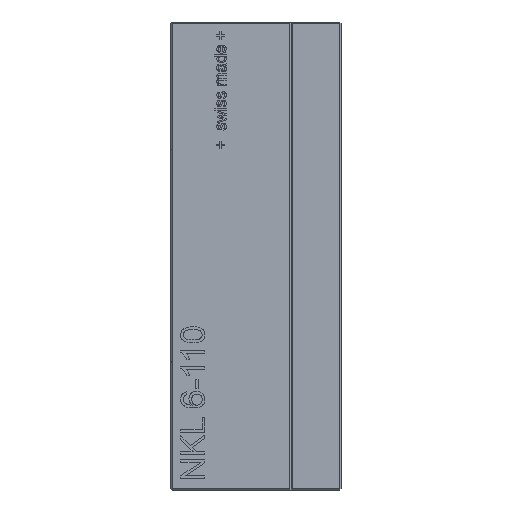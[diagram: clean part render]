
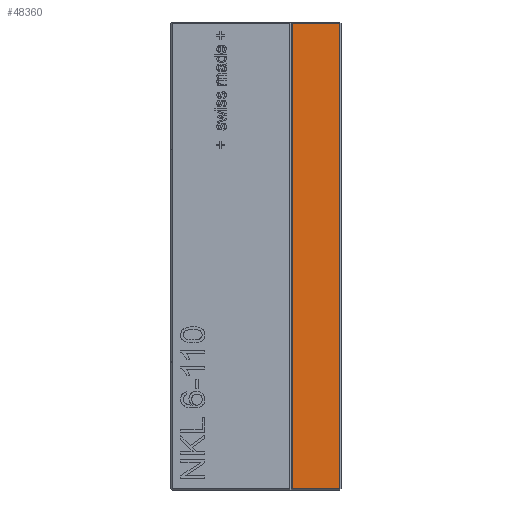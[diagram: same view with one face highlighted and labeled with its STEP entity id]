
A CAD part, left-side view. The second image highlights one B-rep face of the part: STEP entity #48360.
In plain terms, the highlighted planar face has unit normal (-1, 0, 0).
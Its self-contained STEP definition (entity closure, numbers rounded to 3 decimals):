
#47936 = EDGE_CURVE('',#47937,#47939,#47941,.T.);
#47937 = VERTEX_POINT('',#47938);
#47938 = CARTESIAN_POINT('',(-50.,11.5,0.3));
#47939 = VERTEX_POINT('',#47940);
#47940 = CARTESIAN_POINT('',(-50.,11.5,109.7));
#47941 = SURFACE_CURVE('',#47942,(#47946,#47958),.PCURVE_S1.);
#47942 = LINE('',#47943,#47944);
#47943 = CARTESIAN_POINT('',(-50.,11.5,0.));
#47944 = VECTOR('',#47945,1.);
#47945 = DIRECTION('',(0.,0.,1.));
#47946 = PCURVE('',#47947,#47952);
#47947 = PLANE('',#47948);
#47948 = AXIS2_PLACEMENT_3D('',#47949,#47950,#47951);
#47949 = CARTESIAN_POINT('',(-22.74,11.5,0.));
#47950 = DIRECTION('',(0.,-1.,0.));
#47951 = DIRECTION('',(-1.,0.,0.));
#47952 = DEFINITIONAL_REPRESENTATION('',(#47953),#47957);
#47953 = LINE('',#47954,#47955);
#47954 = CARTESIAN_POINT('',(27.26,0.));
#47955 = VECTOR('',#47956,1.);
#47956 = DIRECTION('',(0.,-1.));
#47957 = ( GEOMETRIC_REPRESENTATION_CONTEXT(2) 
PARAMETRIC_REPRESENTATION_CONTEXT() REPRESENTATION_CONTEXT('2D SPACE',''
  ) );
#47958 = PCURVE('',#47959,#47964);
#47959 = PLANE('',#47960);
#47960 = AXIS2_PLACEMENT_3D('',#47961,#47962,#47963);
#47961 = CARTESIAN_POINT('',(-50.,0.,0.));
#47962 = DIRECTION('',(-1.,0.,0.));
#47963 = DIRECTION('',(0.,1.,0.));
#47964 = DEFINITIONAL_REPRESENTATION('',(#47965),#47969);
#47965 = LINE('',#47966,#47967);
#47966 = CARTESIAN_POINT('',(11.5,0.));
#47967 = VECTOR('',#47968,1.);
#47968 = DIRECTION('',(0.,-1.));
#47969 = ( GEOMETRIC_REPRESENTATION_CONTEXT(2) 
PARAMETRIC_REPRESENTATION_CONTEXT() REPRESENTATION_CONTEXT('2D SPACE',''
  ) );
#47987 = PLANE('',#47988);
#47988 = AXIS2_PLACEMENT_3D('',#47989,#47990,#47991);
#47989 = CARTESIAN_POINT('',(-49.85,0.,0.15));
#47990 = DIRECTION('',(0.707,0.,
    0.707));
#47991 = DIRECTION('',(0.,-1.,0.));
#48349 = PLANE('',#48350);
#48350 = AXIS2_PLACEMENT_3D('',#48351,#48352,#48353);
#48351 = CARTESIAN_POINT('',(-49.85,0.,109.85));
#48352 = DIRECTION('',(-0.707,0.,0.707));
#48353 = DIRECTION('',(0.,-1.,0.));
#48360 = ADVANCED_FACE('',(#48361),#47959,.T.);
#48361 = FACE_BOUND('',#48362,.T.);
#48362 = EDGE_LOOP('',(#48363,#48364,#48387,#48415));
#48363 = ORIENTED_EDGE('',*,*,#47936,.F.);
#48364 = ORIENTED_EDGE('',*,*,#48365,.F.);
#48365 = EDGE_CURVE('',#48366,#47937,#48368,.T.);
#48366 = VERTEX_POINT('',#48367);
#48367 = CARTESIAN_POINT('',(-50.,0.3,0.3));
#48368 = SURFACE_CURVE('',#48369,(#48373,#48380),.PCURVE_S1.);
#48369 = LINE('',#48370,#48371);
#48370 = CARTESIAN_POINT('',(-50.,0.,0.3));
#48371 = VECTOR('',#48372,1.);
#48372 = DIRECTION('',(0.,1.,0.));
#48373 = PCURVE('',#47959,#48374);
#48374 = DEFINITIONAL_REPRESENTATION('',(#48375),#48379);
#48375 = LINE('',#48376,#48377);
#48376 = CARTESIAN_POINT('',(0.,-0.3));
#48377 = VECTOR('',#48378,1.);
#48378 = DIRECTION('',(1.,0.));
#48379 = ( GEOMETRIC_REPRESENTATION_CONTEXT(2) 
PARAMETRIC_REPRESENTATION_CONTEXT() REPRESENTATION_CONTEXT('2D SPACE',''
  ) );
#48380 = PCURVE('',#47987,#48381);
#48381 = DEFINITIONAL_REPRESENTATION('',(#48382),#48386);
#48382 = LINE('',#48383,#48384);
#48383 = CARTESIAN_POINT('',(0.,-0.212));
#48384 = VECTOR('',#48385,1.);
#48385 = DIRECTION('',(-1.,0.));
#48386 = ( GEOMETRIC_REPRESENTATION_CONTEXT(2) 
PARAMETRIC_REPRESENTATION_CONTEXT() REPRESENTATION_CONTEXT('2D SPACE',''
  ) );
#48387 = ORIENTED_EDGE('',*,*,#48388,.T.);
#48388 = EDGE_CURVE('',#48366,#48389,#48391,.T.);
#48389 = VERTEX_POINT('',#48390);
#48390 = CARTESIAN_POINT('',(-50.,0.3,109.7));
#48391 = SURFACE_CURVE('',#48392,(#48396,#48403),.PCURVE_S1.);
#48392 = LINE('',#48393,#48394);
#48393 = CARTESIAN_POINT('',(-50.,0.3,0.));
#48394 = VECTOR('',#48395,1.);
#48395 = DIRECTION('',(0.,0.,1.));
#48396 = PCURVE('',#47959,#48397);
#48397 = DEFINITIONAL_REPRESENTATION('',(#48398),#48402);
#48398 = LINE('',#48399,#48400);
#48399 = CARTESIAN_POINT('',(0.3,0.));
#48400 = VECTOR('',#48401,1.);
#48401 = DIRECTION('',(0.,-1.));
#48402 = ( GEOMETRIC_REPRESENTATION_CONTEXT(2) 
PARAMETRIC_REPRESENTATION_CONTEXT() REPRESENTATION_CONTEXT('2D SPACE',''
  ) );
#48403 = PCURVE('',#48404,#48409);
#48404 = PLANE('',#48405);
#48405 = AXIS2_PLACEMENT_3D('',#48406,#48407,#48408);
#48406 = CARTESIAN_POINT('',(-49.85,0.15,0.));
#48407 = DIRECTION('',(0.707,0.707,
    0.));
#48408 = DIRECTION('',(0.,0.,1.));
#48409 = DEFINITIONAL_REPRESENTATION('',(#48410),#48414);
#48410 = LINE('',#48411,#48412);
#48411 = CARTESIAN_POINT('',(0.,-0.212));
#48412 = VECTOR('',#48413,1.);
#48413 = DIRECTION('',(1.,0.));
#48414 = ( GEOMETRIC_REPRESENTATION_CONTEXT(2) 
PARAMETRIC_REPRESENTATION_CONTEXT() REPRESENTATION_CONTEXT('2D SPACE',''
  ) );
#48415 = ORIENTED_EDGE('',*,*,#48416,.T.);
#48416 = EDGE_CURVE('',#48389,#47939,#48417,.T.);
#48417 = SURFACE_CURVE('',#48418,(#48422,#48429),.PCURVE_S1.);
#48418 = LINE('',#48419,#48420);
#48419 = CARTESIAN_POINT('',(-50.,0.,109.7));
#48420 = VECTOR('',#48421,1.);
#48421 = DIRECTION('',(0.,1.,0.));
#48422 = PCURVE('',#47959,#48423);
#48423 = DEFINITIONAL_REPRESENTATION('',(#48424),#48428);
#48424 = LINE('',#48425,#48426);
#48425 = CARTESIAN_POINT('',(0.,-109.7));
#48426 = VECTOR('',#48427,1.);
#48427 = DIRECTION('',(1.,0.));
#48428 = ( GEOMETRIC_REPRESENTATION_CONTEXT(2) 
PARAMETRIC_REPRESENTATION_CONTEXT() REPRESENTATION_CONTEXT('2D SPACE',''
  ) );
#48429 = PCURVE('',#48349,#48430);
#48430 = DEFINITIONAL_REPRESENTATION('',(#48431),#48435);
#48431 = LINE('',#48432,#48433);
#48432 = CARTESIAN_POINT('',(0.,-0.212));
#48433 = VECTOR('',#48434,1.);
#48434 = DIRECTION('',(-1.,0.));
#48435 = ( GEOMETRIC_REPRESENTATION_CONTEXT(2) 
PARAMETRIC_REPRESENTATION_CONTEXT() REPRESENTATION_CONTEXT('2D SPACE',''
  ) );
